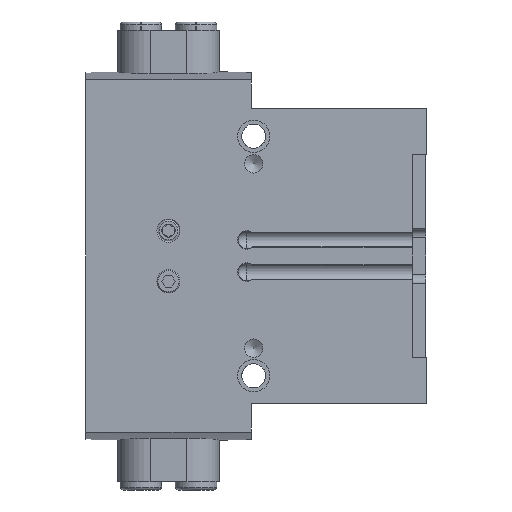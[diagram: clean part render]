
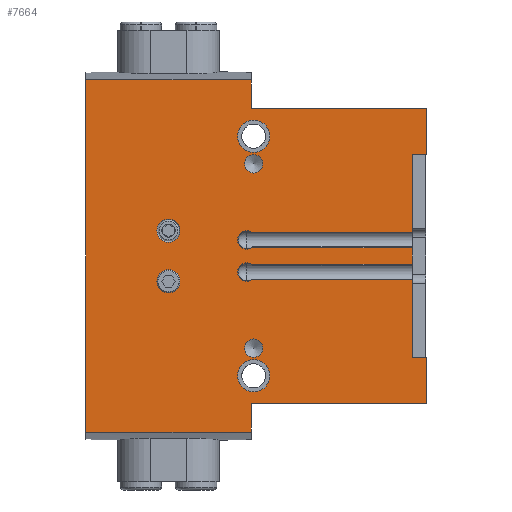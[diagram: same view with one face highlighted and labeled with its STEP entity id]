
A CAD part, left-side view. The second image highlights one B-rep face of the part: STEP entity #7664.
In plain terms, the highlighted planar face has unit normal (-1, 0, 0).
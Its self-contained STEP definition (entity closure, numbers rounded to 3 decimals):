
#360=CIRCLE('',#8118,2.5);
#361=CIRCLE('',#8119,2.5);
#362=CIRCLE('',#8120,2.);
#363=CIRCLE('',#8121,2.);
#364=CIRCLE('',#8122,3.5);
#365=CIRCLE('',#8123,3.5);
#366=CIRCLE('',#8124,2.);
#367=CIRCLE('',#8125,2.);
#809=ORIENTED_EDGE('',*,*,#2266,.F.);
#810=ORIENTED_EDGE('',*,*,#2267,.F.);
#811=ORIENTED_EDGE('',*,*,#2268,.F.);
#812=ORIENTED_EDGE('',*,*,#2269,.F.);
#813=ORIENTED_EDGE('',*,*,#2270,.F.);
#814=ORIENTED_EDGE('',*,*,#2271,.F.);
#815=ORIENTED_EDGE('',*,*,#2119,.T.);
#816=ORIENTED_EDGE('',*,*,#2272,.T.);
#817=ORIENTED_EDGE('',*,*,#2273,.T.);
#818=ORIENTED_EDGE('',*,*,#2191,.F.);
#819=ORIENTED_EDGE('',*,*,#2274,.F.);
#820=ORIENTED_EDGE('',*,*,#2160,.T.);
#821=ORIENTED_EDGE('',*,*,#2275,.T.);
#822=ORIENTED_EDGE('',*,*,#2122,.F.);
#823=ORIENTED_EDGE('',*,*,#2276,.F.);
#824=ORIENTED_EDGE('',*,*,#2156,.T.);
#825=ORIENTED_EDGE('',*,*,#2277,.T.);
#826=ORIENTED_EDGE('',*,*,#2278,.T.);
#827=ORIENTED_EDGE('',*,*,#2111,.T.);
#828=ORIENTED_EDGE('',*,*,#2279,.F.);
#829=ORIENTED_EDGE('',*,*,#2280,.T.);
#830=ORIENTED_EDGE('',*,*,#2033,.F.);
#831=ORIENTED_EDGE('',*,*,#2281,.F.);
#832=ORIENTED_EDGE('',*,*,#2043,.T.);
#833=ORIENTED_EDGE('',*,*,#2282,.T.);
#834=ORIENTED_EDGE('',*,*,#2283,.T.);
#2033=EDGE_CURVE('',#2780,#2777,#3318,.T.);
#2043=EDGE_CURVE('',#2791,#2790,#3321,.T.);
#2111=EDGE_CURVE('',#2857,#2858,#3355,.T.);
#2119=EDGE_CURVE('',#2866,#2864,#3360,.T.);
#2122=EDGE_CURVE('',#2868,#2869,#3363,.T.);
#2156=EDGE_CURVE('',#2895,#2894,#3386,.T.);
#2160=EDGE_CURVE('',#2899,#2898,#3388,.T.);
#2191=EDGE_CURVE('',#2922,#2923,#3410,.T.);
#2266=EDGE_CURVE('',#2980,#2980,#360,.F.);
#2267=EDGE_CURVE('',#2981,#2981,#361,.T.);
#2268=EDGE_CURVE('',#2982,#2982,#362,.T.);
#2269=EDGE_CURVE('',#2983,#2983,#363,.T.);
#2270=EDGE_CURVE('',#2984,#2984,#364,.T.);
#2271=EDGE_CURVE('',#2985,#2985,#365,.T.);
#2272=EDGE_CURVE('',#2864,#2986,#3459,.T.);
#2273=EDGE_CURVE('',#2986,#2923,#3460,.T.);
#2274=EDGE_CURVE('',#2899,#2922,#366,.T.);
#2275=EDGE_CURVE('',#2898,#2869,#3461,.T.);
#2276=EDGE_CURVE('',#2895,#2868,#367,.T.);
#2277=EDGE_CURVE('',#2894,#2987,#3462,.T.);
#2278=EDGE_CURVE('',#2987,#2857,#3463,.T.);
#2279=EDGE_CURVE('',#2988,#2858,#3464,.T.);
#2280=EDGE_CURVE('',#2988,#2777,#3465,.T.);
#2281=EDGE_CURVE('',#2791,#2780,#3466,.T.);
#2282=EDGE_CURVE('',#2790,#2989,#3467,.T.);
#2283=EDGE_CURVE('',#2989,#2866,#3468,.T.);
#2777=VERTEX_POINT('',#10307);
#2780=VERTEX_POINT('',#10312);
#2790=VERTEX_POINT('',#10353);
#2791=VERTEX_POINT('',#10355);
#2857=VERTEX_POINT('',#10637);
#2858=VERTEX_POINT('',#10638);
#2864=VERTEX_POINT('',#10652);
#2866=VERTEX_POINT('',#10655);
#2868=VERTEX_POINT('',#10661);
#2869=VERTEX_POINT('',#10662);
#2894=VERTEX_POINT('',#10749);
#2895=VERTEX_POINT('',#10751);
#2898=VERTEX_POINT('',#10762);
#2899=VERTEX_POINT('',#10764);
#2922=VERTEX_POINT('',#10847);
#2923=VERTEX_POINT('',#10848);
#2980=VERTEX_POINT('',#11053);
#2981=VERTEX_POINT('',#11055);
#2982=VERTEX_POINT('',#11057);
#2983=VERTEX_POINT('',#11059);
#2984=VERTEX_POINT('',#11061);
#2985=VERTEX_POINT('',#11063);
#2986=VERTEX_POINT('',#11065);
#2987=VERTEX_POINT('',#11071);
#2988=VERTEX_POINT('',#11074);
#2989=VERTEX_POINT('',#11078);
#3318=LINE('',#10313,#3786);
#3321=LINE('',#10354,#3789);
#3355=LINE('',#10636,#3823);
#3360=LINE('',#10654,#3828);
#3363=LINE('',#10660,#3831);
#3386=LINE('',#10750,#3854);
#3388=LINE('',#10763,#3856);
#3410=LINE('',#10846,#3878);
#3459=LINE('',#11064,#3927);
#3460=LINE('',#11066,#3928);
#3461=LINE('',#11068,#3929);
#3462=LINE('',#11070,#3930);
#3463=LINE('',#11072,#3931);
#3464=LINE('',#11073,#3932);
#3465=LINE('',#11075,#3933);
#3466=LINE('',#11076,#3934);
#3467=LINE('',#11077,#3935);
#3468=LINE('',#11079,#3936);
#3786=VECTOR('',#8628,1000.);
#3789=VECTOR('',#8639,1000.);
#3823=VECTOR('',#8749,1000.);
#3828=VECTOR('',#8762,1000.);
#3831=VECTOR('',#8767,1000.);
#3854=VECTOR('',#8820,1000.);
#3856=VECTOR('',#8826,1000.);
#3878=VECTOR('',#8874,1000.);
#3927=VECTOR('',#9003,1000.);
#3928=VECTOR('',#9004,1000.);
#3929=VECTOR('',#9007,1000.);
#3930=VECTOR('',#9010,1000.);
#3931=VECTOR('',#9011,1000.);
#3932=VECTOR('',#9012,1000.);
#3933=VECTOR('',#9013,1000.);
#3934=VECTOR('',#9014,1000.);
#3935=VECTOR('',#9015,1000.);
#3936=VECTOR('',#9016,1000.);
#4334=EDGE_LOOP('',(#809));
#4335=EDGE_LOOP('',(#810));
#4336=EDGE_LOOP('',(#811));
#4337=EDGE_LOOP('',(#812));
#4338=EDGE_LOOP('',(#813));
#4339=EDGE_LOOP('',(#814));
#4340=EDGE_LOOP('',(#815,#816,#817,#818,#819,#820,#821,#822,#823,#824,#825,
#826,#827,#828,#829,#830,#831,#832,#833,#834));
#4870=FACE_BOUND('',#4334,.T.);
#4871=FACE_BOUND('',#4335,.T.);
#4872=FACE_BOUND('',#4336,.T.);
#4873=FACE_BOUND('',#4337,.T.);
#4874=FACE_BOUND('',#4338,.T.);
#4875=FACE_BOUND('',#4339,.T.);
#4876=FACE_BOUND('',#4340,.T.);
#5353=PLANE('',#8117);
#7664=ADVANCED_FACE('',(#4870,#4871,#4872,#4873,#4874,#4875,#4876),#5353,
 .F.);
#8117=AXIS2_PLACEMENT_3D('',#11051,#8989,#8990);
#8118=AXIS2_PLACEMENT_3D('',#11052,#8991,#8992);
#8119=AXIS2_PLACEMENT_3D('',#11054,#8993,#8994);
#8120=AXIS2_PLACEMENT_3D('',#11056,#8995,#8996);
#8121=AXIS2_PLACEMENT_3D('',#11058,#8997,#8998);
#8122=AXIS2_PLACEMENT_3D('',#11060,#8999,#9000);
#8123=AXIS2_PLACEMENT_3D('',#11062,#9001,#9002);
#8124=AXIS2_PLACEMENT_3D('',#11067,#9005,#9006);
#8125=AXIS2_PLACEMENT_3D('',#11069,#9008,#9009);
#8628=DIRECTION('',(0.,-1.,0.));
#8639=DIRECTION('',(0.,-1.,0.));
#8749=DIRECTION('',(0.,0.,1.));
#8762=DIRECTION('',(0.,0.,1.));
#8767=DIRECTION('',(0.,-1.,0.));
#8820=DIRECTION('',(0.,-1.,0.));
#8826=DIRECTION('',(0.,-1.,0.));
#8874=DIRECTION('',(0.,-1.,0.));
#8989=DIRECTION('',(1.,0.,0.));
#8990=DIRECTION('',(0.,0.,-1.));
#8991=DIRECTION('',(1.,0.,0.));
#8992=DIRECTION('',(0.,0.,-1.));
#8993=DIRECTION('',(-1.,0.,0.));
#8994=DIRECTION('',(0.,0.,1.));
#8995=DIRECTION('',(-1.,0.,0.));
#8996=DIRECTION('',(0.,0.,1.));
#8997=DIRECTION('',(-1.,0.,0.));
#8998=DIRECTION('',(0.,0.,1.));
#8999=DIRECTION('',(-1.,0.,0.));
#9000=DIRECTION('',(0.,0.,1.));
#9001=DIRECTION('',(-1.,0.,0.));
#9002=DIRECTION('',(0.,0.,1.));
#9003=DIRECTION('',(0.,1.,0.));
#9004=DIRECTION('',(0.,0.,1.));
#9005=DIRECTION('',(-1.,0.,0.));
#9006=DIRECTION('',(0.,0.,1.));
#9007=DIRECTION('',(0.,0.,1.));
#9008=DIRECTION('',(-1.,0.,0.));
#9009=DIRECTION('',(0.,0.,1.));
#9010=DIRECTION('',(0.,0.,1.));
#9011=DIRECTION('',(0.,-1.,0.));
#9012=DIRECTION('',(0.,-1.,0.));
#9013=DIRECTION('',(0.,0.,1.));
#9014=DIRECTION('',(0.,0.,1.));
#9015=DIRECTION('',(0.,0.,1.));
#9016=DIRECTION('',(0.,-1.,0.));
#10307=CARTESIAN_POINT('',(-21.,38.,38.223));
#10312=CARTESIAN_POINT('',(-21.,74.,38.223));
#10313=CARTESIAN_POINT('',(-21.,74.,38.223));
#10353=CARTESIAN_POINT('',(-21.,38.,-38.223));
#10354=CARTESIAN_POINT('',(-21.,74.,-38.223));
#10355=CARTESIAN_POINT('',(-21.,74.,-38.223));
#10636=CARTESIAN_POINT('',(-21.,0.,-38.223));
#10637=CARTESIAN_POINT('',(-21.,0.,22.));
#10638=CARTESIAN_POINT('',(-21.,0.,32.));
#10652=CARTESIAN_POINT('',(-21.,0.,-22.));
#10654=CARTESIAN_POINT('',(-21.,0.,-38.223));
#10655=CARTESIAN_POINT('',(-21.,0.,-32.));
#10660=CARTESIAN_POINT('',(-21.,39.,1.8));
#10661=CARTESIAN_POINT('',(-21.,37.946,1.8));
#10662=CARTESIAN_POINT('',(-21.,3.1,1.8));
#10749=CARTESIAN_POINT('',(-21.,3.1,5.2));
#10750=CARTESIAN_POINT('',(-21.,39.,5.2));
#10751=CARTESIAN_POINT('',(-21.,37.946,5.2));
#10762=CARTESIAN_POINT('',(-21.,3.1,-1.8));
#10763=CARTESIAN_POINT('',(-21.,39.,-1.8));
#10764=CARTESIAN_POINT('',(-21.,37.946,-1.8));
#10846=CARTESIAN_POINT('',(-21.,39.,-5.2));
#10847=CARTESIAN_POINT('',(-21.,37.946,-5.2));
#10848=CARTESIAN_POINT('',(-21.,3.1,-5.2));
#11051=CARTESIAN_POINT('',(-21.,74.,-38.223));
#11052=CARTESIAN_POINT('',(-21.,56.,-5.5));
#11053=CARTESIAN_POINT('',(-21.,56.,-8.));
#11054=CARTESIAN_POINT('',(-21.,56.,5.5));
#11055=CARTESIAN_POINT('',(-21.,56.,8.));
#11056=CARTESIAN_POINT('',(-21.,37.5,20.));
#11057=CARTESIAN_POINT('',(-21.,37.5,22.));
#11058=CARTESIAN_POINT('',(-21.,37.5,-20.));
#11059=CARTESIAN_POINT('',(-21.,37.5,-18.));
#11060=CARTESIAN_POINT('',(-21.,37.5,26.));
#11061=CARTESIAN_POINT('',(-21.,37.5,29.5));
#11062=CARTESIAN_POINT('',(-21.,37.5,-26.));
#11063=CARTESIAN_POINT('',(-21.,37.5,-22.5));
#11064=CARTESIAN_POINT('',(-21.,74.,-22.));
#11065=CARTESIAN_POINT('',(-21.,3.1,-22.));
#11066=CARTESIAN_POINT('',(-21.,3.1,-38.223));
#11067=CARTESIAN_POINT('',(-21.,39.,-3.5));
#11068=CARTESIAN_POINT('',(-21.,3.1,-38.223));
#11069=CARTESIAN_POINT('',(-21.,39.,3.5));
#11070=CARTESIAN_POINT('',(-21.,3.1,-38.223));
#11071=CARTESIAN_POINT('',(-21.,3.1,22.));
#11072=CARTESIAN_POINT('',(-21.,74.,22.));
#11073=CARTESIAN_POINT('',(-21.,38.,32.));
#11074=CARTESIAN_POINT('',(-21.,38.,32.));
#11075=CARTESIAN_POINT('',(-21.,38.,-38.223));
#11076=CARTESIAN_POINT('',(-21.,74.,-38.223));
#11077=CARTESIAN_POINT('',(-21.,38.,-38.223));
#11078=CARTESIAN_POINT('',(-21.,38.,-32.));
#11079=CARTESIAN_POINT('',(-21.,38.,-32.));
